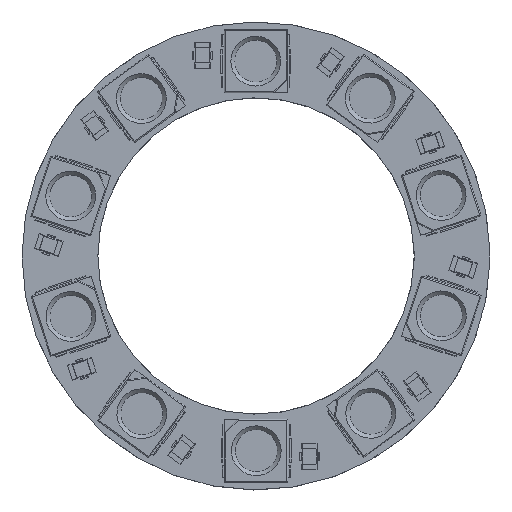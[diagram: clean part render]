
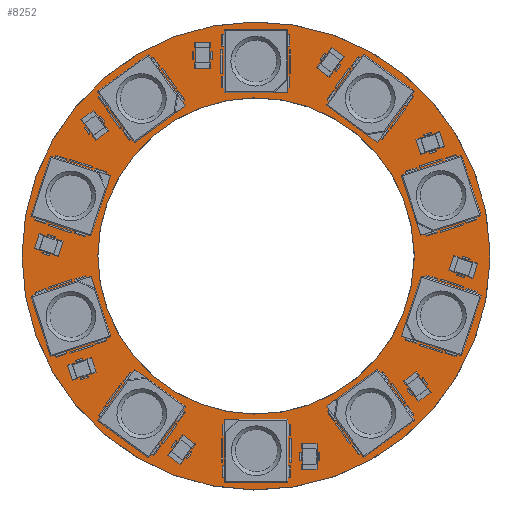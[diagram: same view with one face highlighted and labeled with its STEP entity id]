
A CAD part, top view. The second image highlights one B-rep face of the part: STEP entity #8252.
In plain terms, the highlighted planar face has unit normal (0, 0, 1).
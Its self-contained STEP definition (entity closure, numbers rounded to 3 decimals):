
#8252 = ADVANCED_FACE('',(#8253,#8280),#8307,.T.);
#8253 = FACE_BOUND('',#8254,.F.);
#8254 = EDGE_LOOP('',(#8255,#8265,#8274));
#8255 = ORIENTED_EDGE('',*,*,#8256,.T.);
#8256 = EDGE_CURVE('',#8257,#8259,#8261,.T.);
#8257 = VERTEX_POINT('',#8258);
#8258 = CARTESIAN_POINT('',(18.5,-0.,1.56));
#8259 = VERTEX_POINT('',#8260);
#8260 = CARTESIAN_POINT('',(18.497,-0.431,1.56));
#8261 = LINE('',#8262,#8263);
#8262 = CARTESIAN_POINT('',(18.5,-0.,1.56));
#8263 = VECTOR('',#8264,1.);
#8264 = DIRECTION('',(-0.006,-1.,0.));
#8265 = ORIENTED_EDGE('',*,*,#8266,.T.);
#8266 = EDGE_CURVE('',#8259,#8267,#8269,.T.);
#8267 = VERTEX_POINT('',#8268);
#8268 = CARTESIAN_POINT('',(18.497,0.431,1.56));
#8269 = CIRCLE('',#8270,18.503);
#8270 = AXIS2_PLACEMENT_3D('',#8271,#8272,#8273);
#8271 = CARTESIAN_POINT('',(0.,0.,1.56)
  );
#8272 = DIRECTION('',(-0.,0.,-1.));
#8273 = DIRECTION('',(1.,-0.023,-0.));
#8274 = ORIENTED_EDGE('',*,*,#8275,.T.);
#8275 = EDGE_CURVE('',#8267,#8257,#8276,.T.);
#8276 = LINE('',#8277,#8278);
#8277 = CARTESIAN_POINT('',(18.497,0.431,1.56));
#8278 = VECTOR('',#8279,1.);
#8279 = DIRECTION('',(0.006,-1.,0.));
#8280 = FACE_BOUND('',#8281,.F.);
#8281 = EDGE_LOOP('',(#8282,#8292,#8301));
#8282 = ORIENTED_EDGE('',*,*,#8283,.T.);
#8283 = EDGE_CURVE('',#8284,#8286,#8288,.T.);
#8284 = VERTEX_POINT('',#8285);
#8285 = CARTESIAN_POINT('',(12.5,-0.,1.56));
#8286 = VERTEX_POINT('',#8287);
#8287 = CARTESIAN_POINT('',(12.497,0.354,1.56));
#8288 = LINE('',#8289,#8290);
#8289 = CARTESIAN_POINT('',(12.5,-0.,1.56));
#8290 = VECTOR('',#8291,1.);
#8291 = DIRECTION('',(-0.007,1.,0.));
#8292 = ORIENTED_EDGE('',*,*,#8293,.T.);
#8293 = EDGE_CURVE('',#8286,#8294,#8296,.T.);
#8294 = VERTEX_POINT('',#8295);
#8295 = CARTESIAN_POINT('',(12.497,-0.354,1.56));
#8296 = CIRCLE('',#8297,12.503);
#8297 = AXIS2_PLACEMENT_3D('',#8298,#8299,#8300);
#8298 = CARTESIAN_POINT('',(0.,0.,1.56
    ));
#8299 = DIRECTION('',(0.,0.,1.));
#8300 = DIRECTION('',(1.,0.028,-0.));
#8301 = ORIENTED_EDGE('',*,*,#8302,.T.);
#8302 = EDGE_CURVE('',#8294,#8284,#8303,.T.);
#8303 = LINE('',#8304,#8305);
#8304 = CARTESIAN_POINT('',(12.497,-0.354,1.56));
#8305 = VECTOR('',#8306,1.);
#8306 = DIRECTION('',(0.007,1.,0.));
#8307 = PLANE('',#8308);
#8308 = AXIS2_PLACEMENT_3D('',#8309,#8310,#8311);
#8309 = CARTESIAN_POINT('',(0.,0.,1.56));
#8310 = DIRECTION('',(0.,0.,1.));
#8311 = DIRECTION('',(1.,0.,-0.));
